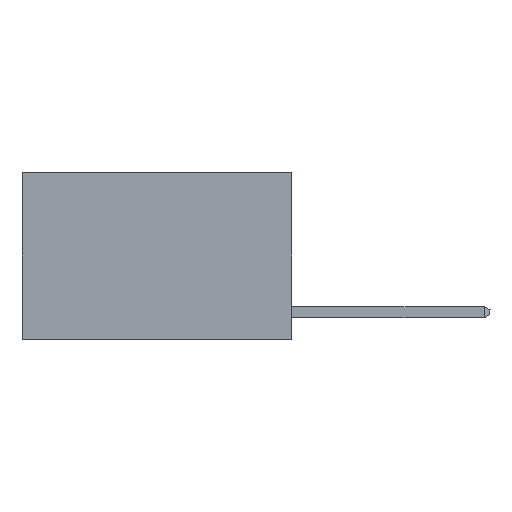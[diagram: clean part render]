
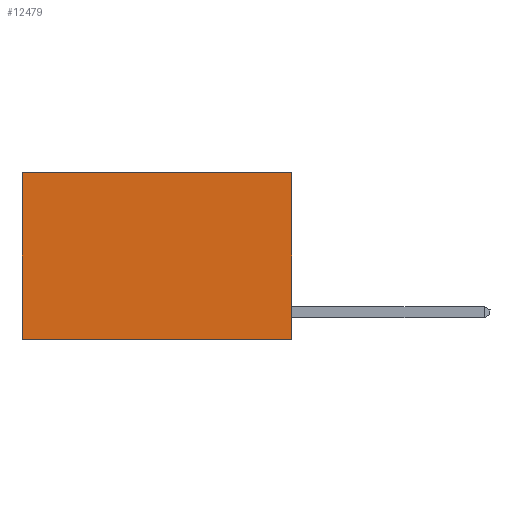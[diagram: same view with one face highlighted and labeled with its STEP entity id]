
A CAD part, left-side view. The second image highlights one B-rep face of the part: STEP entity #12479.
In plain terms, the highlighted planar face has unit normal (-1, 0, 0).
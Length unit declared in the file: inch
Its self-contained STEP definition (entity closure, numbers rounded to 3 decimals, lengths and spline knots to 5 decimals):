
#6 = VECTOR ( 'NONE', #14020, 39.37008 ) ;
#225 = CARTESIAN_POINT ( 'NONE',  ( 0.2625, 0., 0. ) ) ;
#727 = EDGE_CURVE ( 'NONE', #13335, #3641, #5311, .T. ) ;
#899 = VERTEX_POINT ( 'NONE', #8927 ) ;
#1222 = DIRECTION ( 'NONE',  ( 0., 0., -1. ) ) ;
#1249 = CARTESIAN_POINT ( 'NONE',  ( 0.2625, 0.6, -0.37 ) ) ;
#1338 = EDGE_CURVE ( 'NONE', #9444, #3641, #3307, .T. ) ;
#2196 = VECTOR ( 'NONE', #14888, 39.37008 ) ;
#2538 = DIRECTION ( 'NONE',  ( 0., 0., -1. ) ) ;
#2598 = EDGE_LOOP ( 'NONE', ( #12475, #4637, #5929, #8534 ) ) ;
#3307 = LINE ( 'NONE', #14894, #3708 ) ;
#3323 = FACE_OUTER_BOUND ( 'NONE', #2598, .T. ) ;
#3641 = VERTEX_POINT ( 'NONE', #1249 ) ;
#3708 = VECTOR ( 'NONE', #2538, 39.37008 ) ;
#4637 = ORIENTED_EDGE ( 'NONE', *, *, #727, .F. ) ;
#4713 = EDGE_CURVE ( 'NONE', #899, #9444, #5567, .T. ) ;
#5311 = LINE ( 'NONE', #16058, #14679 ) ;
#5567 = LINE ( 'NONE', #225, #2196 ) ;
#5670 = CARTESIAN_POINT ( 'NONE',  ( 0.2625, 0.6, 0. ) ) ;
#5929 = ORIENTED_EDGE ( 'NONE', *, *, #7875, .F. ) ;
#6313 = PLANE ( 'NONE',  #11677 ) ;
#6836 = LINE ( 'NONE', #12810, #6 ) ;
#7875 = EDGE_CURVE ( 'NONE', #899, #13335, #6836, .T. ) ;
#8160 = CARTESIAN_POINT ( 'NONE',  ( 0.2625, 0., -0.37 ) ) ;
#8534 = ORIENTED_EDGE ( 'NONE', *, *, #4713, .T. ) ;
#8824 = DIRECTION ( 'NONE',  ( 1., 0., 0. ) ) ;
#8927 = CARTESIAN_POINT ( 'NONE',  ( 0.2625, 0., 0. ) ) ;
#9444 = VERTEX_POINT ( 'NONE', #5670 ) ;
#10206 = DIRECTION ( 'NONE',  ( 0., 1., 0. ) ) ;
#11677 = AXIS2_PLACEMENT_3D ( 'NONE', #16041, #8824, #1222 ) ;
#12475 = ORIENTED_EDGE ( 'NONE', *, *, #1338, .T. ) ;
#12479 = ADVANCED_FACE ( 'NONE', ( #3323 ), #6313, .F. ) ;
#12810 = CARTESIAN_POINT ( 'NONE',  ( 0.2625, 0., 0. ) ) ;
#13335 = VERTEX_POINT ( 'NONE', #8160 ) ;
#14020 = DIRECTION ( 'NONE',  ( 0., 0., -1. ) ) ;
#14679 = VECTOR ( 'NONE', #10206, 39.37008 ) ;
#14888 = DIRECTION ( 'NONE',  ( 0., 1., 0. ) ) ;
#14894 = CARTESIAN_POINT ( 'NONE',  ( 0.2625, 0.6, 0. ) ) ;
#16041 = CARTESIAN_POINT ( 'NONE',  ( 0.2625, 0., 0. ) ) ;
#16058 = CARTESIAN_POINT ( 'NONE',  ( 0.2625, 0., -0.37 ) ) ;
